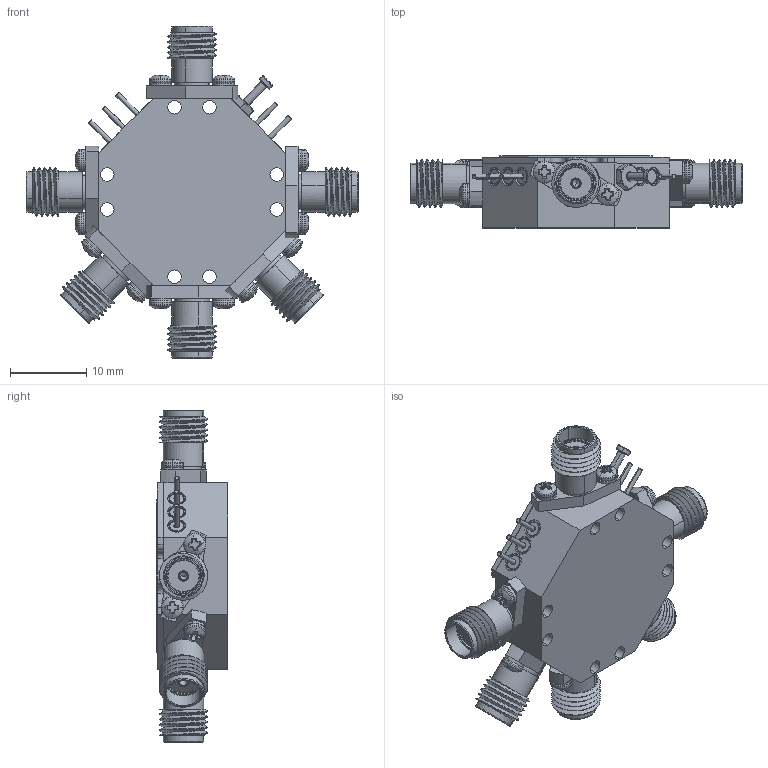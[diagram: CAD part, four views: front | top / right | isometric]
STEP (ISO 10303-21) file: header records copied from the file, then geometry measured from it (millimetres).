
FILE_DESCRIPTION (( 'STEP AP214' ), '1' );
FILE_NAME ('P5T-218-80-T-25DBM-SFF Rev B1.STEP', '2025-07-24T13:51:19', ( '' ), ( '' ), 'SwSTEP 2.0', 'SolidWorks 2024', '' );
FILE_SCHEMA (( 'AUTOMOTIVE_DESIGN' ));
Length unit declared in the file: millimetre
Products named in the file (1): P5T-218-80-T-25DBM-SFF Rev B1
Bounding box: 43.59 x 9.45 x 43.59 mm (x, y, z)
Volume: 5704 mm3; surface area: 7527.5 mm2
Topology: 58 solids, 58 shells, 2347 faces, 6701 edges, 4690 vertices
Faces by surface type: plane 969, cylinder 804, torus 303, cone 172, sphere 75, bspline 24
Entity records: 109970 total; most frequent: CARTESIAN_POINT 26716, ORIENTED_EDGE 13258, DIRECTION 12443, EDGE_CURVE 6629, AXIS2_PLACEMENT_3D 4726, VERTEX_POINT 4690, VECTOR 2991, LINE 2991
